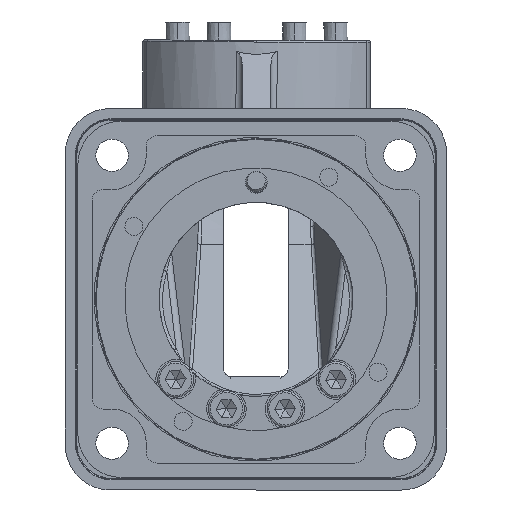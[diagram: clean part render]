
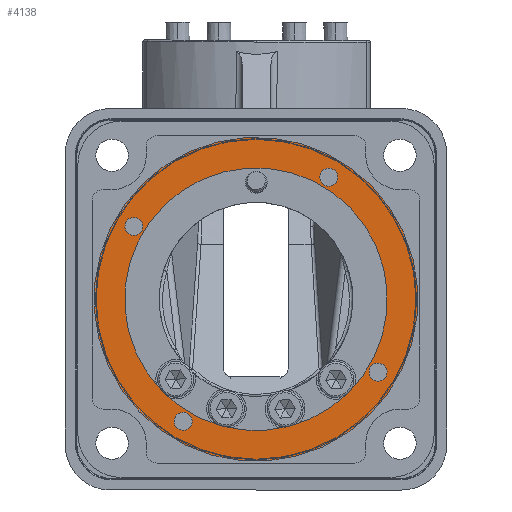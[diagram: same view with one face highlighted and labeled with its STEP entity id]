
A CAD part, front view. The second image highlights one B-rep face of the part: STEP entity #4138.
In plain terms, the highlighted planar face has unit normal (0, -1, 0).
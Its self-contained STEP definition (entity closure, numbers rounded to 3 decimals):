
#1074 = EDGE_CURVE ( 'NONE', #23214, #23215, #8742, .T. ) ;
#1078 = EDGE_CURVE ( 'NONE', #23218, #23219, #8748, .T. ) ;
#1082 = EDGE_CURVE ( 'NONE', #23222, #23223, #8754, .T. ) ;
#1086 = EDGE_CURVE ( 'NONE', #23226, #23227, #8760, .T. ) ;
#1090 = EDGE_CURVE ( 'NONE', #23230, #23231, #8764, .T. ) ;
#1100 = EDGE_CURVE ( 'NONE', #23238, #23239, #8777, .T. ) ;
#1110 = EDGE_CURVE ( 'NONE', #23239, #23238, #8786, .T. ) ;
#1112 = EDGE_CURVE ( 'NONE', #23215, #23214, #8792, .T. ) ;
#1113 = EDGE_CURVE ( 'NONE', #23219, #23218, #8794, .T. ) ;
#1114 = EDGE_CURVE ( 'NONE', #23223, #23222, #8796, .T. ) ;
#1115 = EDGE_CURVE ( 'NONE', #23227, #23226, #8798, .T. ) ;
#1116 = EDGE_CURVE ( 'NONE', #23231, #23230, #8800, .T. ) ;
#2019 = ORIENTED_EDGE ( 'NONE', *, *, #1110, .T. ) ;
#2020 = ORIENTED_EDGE ( 'NONE', *, *, #1074, .F. ) ;
#2021 = ORIENTED_EDGE ( 'NONE', *, *, #1112, .F. ) ;
#2022 = ORIENTED_EDGE ( 'NONE', *, *, #1113, .F. ) ;
#2023 = ORIENTED_EDGE ( 'NONE', *, *, #1078, .F. ) ;
#2024 = ORIENTED_EDGE ( 'NONE', *, *, #1114, .F. ) ;
#2025 = ORIENTED_EDGE ( 'NONE', *, *, #1082, .F. ) ;
#2026 = ORIENTED_EDGE ( 'NONE', *, *, #1115, .F. ) ;
#2027 = ORIENTED_EDGE ( 'NONE', *, *, #1086, .F. ) ;
#2028 = ORIENTED_EDGE ( 'NONE', *, *, #1116, .T. ) ;
#2030 = ORIENTED_EDGE ( 'NONE', *, *, #1090, .T. ) ;
#2031 = ORIENTED_EDGE ( 'NONE', *, *, #1100, .T. ) ;
#4138 = ADVANCED_FACE ( 'NONE', ( #12294, #12295, #12296, #12297, #12298, #12299 ), #15384, .T. ) ;
#6039 = EDGE_LOOP ( 'NONE', ( #2020, #2021 ) ) ;
#6040 = EDGE_LOOP ( 'NONE', ( #2023, #2022 ) ) ;
#6041 = EDGE_LOOP ( 'NONE', ( #2025, #2024 ) ) ;
#6042 = EDGE_LOOP ( 'NONE', ( #2027, #2026 ) ) ;
#6043 = EDGE_LOOP ( 'NONE', ( #2028, #2030 ) ) ;
#6044 = EDGE_LOOP ( 'NONE', ( #2019, #2031 ) ) ;
#7823 = CARTESIAN_POINT ( 'NONE',  ( -27.931, -7., -27.931 ) ) ;
#7824 = DIRECTION ( 'NONE',  ( 0., -1., 0. ) ) ;
#7825 = DIRECTION ( 'NONE',  ( 0., 0., -1. ) ) ;
#7833 = CARTESIAN_POINT ( 'NONE',  ( 27.931, -7., -27.931 ) ) ;
#7834 = DIRECTION ( 'NONE',  ( 0., -1., 0. ) ) ;
#7835 = DIRECTION ( 'NONE',  ( 0., 0., -1. ) ) ;
#7843 = CARTESIAN_POINT ( 'NONE',  ( 27.931, -7., 27.931 ) ) ;
#7844 = DIRECTION ( 'NONE',  ( 0., -1., 0. ) ) ;
#7845 = DIRECTION ( 'NONE',  ( 0., 0., -1. ) ) ;
#7853 = CARTESIAN_POINT ( 'NONE',  ( -27.931, -7., 27.931 ) ) ;
#7854 = DIRECTION ( 'NONE',  ( 0., -1., 0. ) ) ;
#7855 = DIRECTION ( 'NONE',  ( 0., 0., -1. ) ) ;
#7863 = CARTESIAN_POINT ( 'NONE',  ( 0., -7., 0. ) ) ;
#7864 = DIRECTION ( 'NONE',  ( 0., 1., 0. ) ) ;
#7865 = DIRECTION ( 'NONE',  ( 0., 0., 1. ) ) ;
#7899 = CARTESIAN_POINT ( 'NONE',  ( 0., -7., 0. ) ) ;
#7900 = DIRECTION ( 'NONE',  ( 0., -1., 0. ) ) ;
#7901 = DIRECTION ( 'NONE',  ( 0., 0., -1. ) ) ;
#7950 = CARTESIAN_POINT ( 'NONE',  ( 0., -7., 0. ) ) ;
#7951 = DIRECTION ( 'NONE',  ( 0., -1., 0. ) ) ;
#7952 = DIRECTION ( 'NONE',  ( 0., 0., -1. ) ) ;
#7956 = CARTESIAN_POINT ( 'NONE',  ( -27.931, -7., -27.931 ) ) ;
#7957 = DIRECTION ( 'NONE',  ( 0., -1., 0. ) ) ;
#7958 = DIRECTION ( 'NONE',  ( 0., 0., -1. ) ) ;
#7959 = CARTESIAN_POINT ( 'NONE',  ( 27.931, -7., -27.931 ) ) ;
#7960 = DIRECTION ( 'NONE',  ( 0., -1., 0. ) ) ;
#7961 = DIRECTION ( 'NONE',  ( 0., 0., -1. ) ) ;
#7962 = CARTESIAN_POINT ( 'NONE',  ( 27.931, -7., 27.931 ) ) ;
#7963 = DIRECTION ( 'NONE',  ( 0., -1., 0. ) ) ;
#7964 = DIRECTION ( 'NONE',  ( 0., 0., -1. ) ) ;
#7965 = CARTESIAN_POINT ( 'NONE',  ( -27.931, -7., 27.931 ) ) ;
#7966 = DIRECTION ( 'NONE',  ( 0., -1., 0. ) ) ;
#7967 = DIRECTION ( 'NONE',  ( 0., 0., -1. ) ) ;
#7968 = CARTESIAN_POINT ( 'NONE',  ( 0., -7., 0. ) ) ;
#7969 = DIRECTION ( 'NONE',  ( 0., 1., 0. ) ) ;
#7970 = DIRECTION ( 'NONE',  ( 0., 0., 1. ) ) ;
#8742 = CIRCLE ( 'NONE', #8744, 2.5 ) ;
#8744 = AXIS2_PLACEMENT_3D ( 'NONE', #7823, #7824, #7825 ) ;
#8748 = CIRCLE ( 'NONE', #8750, 2.5 ) ;
#8750 = AXIS2_PLACEMENT_3D ( 'NONE', #7833, #7834, #7835 ) ;
#8754 = CIRCLE ( 'NONE', #8756, 2.5 ) ;
#8756 = AXIS2_PLACEMENT_3D ( 'NONE', #7843, #7844, #7845 ) ;
#8760 = CIRCLE ( 'NONE', #8762, 2.5 ) ;
#8762 = AXIS2_PLACEMENT_3D ( 'NONE', #7853, #7854, #7855 ) ;
#8764 = CIRCLE ( 'NONE', #8767, 36.5 ) ;
#8767 = AXIS2_PLACEMENT_3D ( 'NONE', #7863, #7864, #7865 ) ;
#8777 = CIRCLE ( 'NONE', #8781, 45. ) ;
#8781 = AXIS2_PLACEMENT_3D ( 'NONE', #7899, #7900, #7901 ) ;
#8786 = CIRCLE ( 'NONE', #8795, 45. ) ;
#8792 = CIRCLE ( 'NONE', #8799, 2.5 ) ;
#8794 = CIRCLE ( 'NONE', #8801, 2.5 ) ;
#8795 = AXIS2_PLACEMENT_3D ( 'NONE', #7950, #7951, #7952 ) ;
#8796 = CIRCLE ( 'NONE', #8803, 2.5 ) ;
#8798 = CIRCLE ( 'NONE', #8805, 2.5 ) ;
#8799 = AXIS2_PLACEMENT_3D ( 'NONE', #7956, #7957, #7958 ) ;
#8800 = CIRCLE ( 'NONE', #8807, 36.5 ) ;
#8801 = AXIS2_PLACEMENT_3D ( 'NONE', #7959, #7960, #7961 ) ;
#8803 = AXIS2_PLACEMENT_3D ( 'NONE', #7962, #7963, #7964 ) ;
#8805 = AXIS2_PLACEMENT_3D ( 'NONE', #7965, #7966, #7967 ) ;
#8807 = AXIS2_PLACEMENT_3D ( 'NONE', #7968, #7969, #7970 ) ;
#12294 = FACE_BOUND ( 'NONE', #6039, .T. ) ;
#12295 = FACE_BOUND ( 'NONE', #6040, .T. ) ;
#12296 = FACE_BOUND ( 'NONE', #6041, .T. ) ;
#12297 = FACE_BOUND ( 'NONE', #6042, .T. ) ;
#12298 = FACE_BOUND ( 'NONE', #6043, .T. ) ;
#12299 = FACE_OUTER_BOUND ( 'NONE', #6044, .T. ) ;
#14208 = AXIS2_PLACEMENT_3D ( 'NONE', #15385, #15386, #15387 ) ;
#15384 = PLANE ( 'NONE',  #14208 ) ;
#15385 = CARTESIAN_POINT ( 'NONE',  ( 0., -7., 0. ) ) ;
#15386 = DIRECTION ( 'NONE',  ( 0., -1., 0. ) ) ;
#15387 = DIRECTION ( 'NONE',  ( 0., 0., -1. ) ) ;
#21969 = CARTESIAN_POINT ( 'NONE',  ( -27.931, -7., -25.431 ) ) ;
#21970 = CARTESIAN_POINT ( 'NONE',  ( -27.931, -7., -30.431 ) ) ;
#21973 = CARTESIAN_POINT ( 'NONE',  ( 27.931, -7., -25.431 ) ) ;
#21974 = CARTESIAN_POINT ( 'NONE',  ( 27.931, -7., -30.431 ) ) ;
#21977 = CARTESIAN_POINT ( 'NONE',  ( 27.931, -7., 30.431 ) ) ;
#21978 = CARTESIAN_POINT ( 'NONE',  ( 27.931, -7., 25.431 ) ) ;
#21981 = CARTESIAN_POINT ( 'NONE',  ( -27.931, -7., 30.431 ) ) ;
#21982 = CARTESIAN_POINT ( 'NONE',  ( -27.931, -7., 25.431 ) ) ;
#21985 = CARTESIAN_POINT ( 'NONE',  ( 0., -7., -36.5 ) ) ;
#21986 = CARTESIAN_POINT ( 'NONE',  ( 0., -7., 36.5 ) ) ;
#21993 = CARTESIAN_POINT ( 'NONE',  ( 0., -7., -45. ) ) ;
#21994 = CARTESIAN_POINT ( 'NONE',  ( 0., -7., 45. ) ) ;
#23214 = VERTEX_POINT ( 'NONE', #21969 ) ;
#23215 = VERTEX_POINT ( 'NONE', #21970 ) ;
#23218 = VERTEX_POINT ( 'NONE', #21973 ) ;
#23219 = VERTEX_POINT ( 'NONE', #21974 ) ;
#23222 = VERTEX_POINT ( 'NONE', #21977 ) ;
#23223 = VERTEX_POINT ( 'NONE', #21978 ) ;
#23226 = VERTEX_POINT ( 'NONE', #21981 ) ;
#23227 = VERTEX_POINT ( 'NONE', #21982 ) ;
#23230 = VERTEX_POINT ( 'NONE', #21985 ) ;
#23231 = VERTEX_POINT ( 'NONE', #21986 ) ;
#23238 = VERTEX_POINT ( 'NONE', #21993 ) ;
#23239 = VERTEX_POINT ( 'NONE', #21994 ) ;
